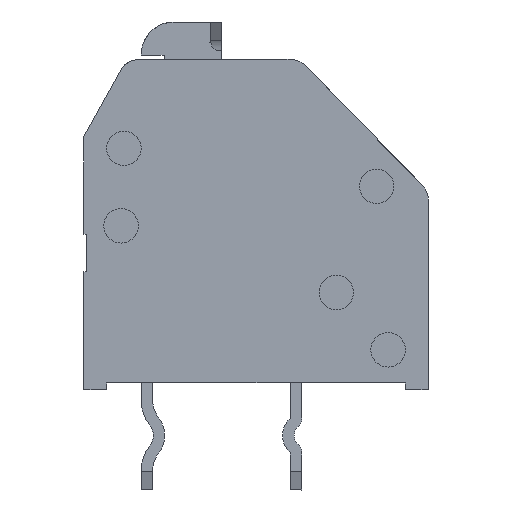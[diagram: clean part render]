
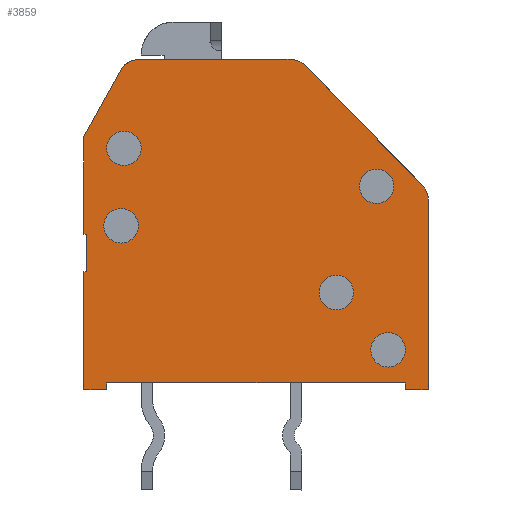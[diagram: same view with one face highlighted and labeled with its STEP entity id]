
A CAD part, left-side view. The second image highlights one B-rep face of the part: STEP entity #3859.
In plain terms, the highlighted face is planar.
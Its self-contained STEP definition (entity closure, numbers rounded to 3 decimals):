
#249=CIRCLE('',#4235,0.6);
#250=CIRCLE('',#4236,0.6);
#251=CIRCLE('',#4237,0.75);
#252=CIRCLE('',#4238,0.75);
#253=CIRCLE('',#4239,0.75);
#254=CIRCLE('',#4240,0.6);
#255=CIRCLE('',#4241,0.6);
#256=CIRCLE('',#4242,0.6);
#1195=ORIENTED_EDGE('',*,*,#1813,.T.);
#1196=ORIENTED_EDGE('',*,*,#1814,.T.);
#1197=ORIENTED_EDGE('',*,*,#1815,.T.);
#1198=ORIENTED_EDGE('',*,*,#1816,.T.);
#1199=ORIENTED_EDGE('',*,*,#1807,.T.);
#1200=ORIENTED_EDGE('',*,*,#1817,.T.);
#1201=ORIENTED_EDGE('',*,*,#1818,.T.);
#1202=ORIENTED_EDGE('',*,*,#1819,.T.);
#1203=ORIENTED_EDGE('',*,*,#1820,.T.);
#1204=ORIENTED_EDGE('',*,*,#1821,.T.);
#1205=ORIENTED_EDGE('',*,*,#1822,.T.);
#1206=ORIENTED_EDGE('',*,*,#1823,.T.);
#1207=ORIENTED_EDGE('',*,*,#1824,.T.);
#1208=ORIENTED_EDGE('',*,*,#1825,.T.);
#1209=ORIENTED_EDGE('',*,*,#1826,.T.);
#1210=ORIENTED_EDGE('',*,*,#1827,.T.);
#1211=ORIENTED_EDGE('',*,*,#1828,.T.);
#1212=ORIENTED_EDGE('',*,*,#1829,.T.);
#1213=ORIENTED_EDGE('',*,*,#1830,.T.);
#1214=ORIENTED_EDGE('',*,*,#1831,.T.);
#1215=ORIENTED_EDGE('',*,*,#1832,.T.);
#1216=ORIENTED_EDGE('',*,*,#1833,.T.);
#1807=EDGE_CURVE('',#2195,#2196,#2583,.T.);
#1813=EDGE_CURVE('',#2199,#2199,#249,.T.);
#1814=EDGE_CURVE('',#2200,#2200,#250,.T.);
#1815=EDGE_CURVE('',#2201,#2202,#2589,.T.);
#1816=EDGE_CURVE('',#2202,#2195,#251,.T.);
#1817=EDGE_CURVE('',#2196,#2203,#252,.T.);
#1818=EDGE_CURVE('',#2203,#2204,#2590,.T.);
#1819=EDGE_CURVE('',#2204,#2205,#2591,.T.);
#1820=EDGE_CURVE('',#2205,#2206,#2592,.T.);
#1821=EDGE_CURVE('',#2206,#2207,#2593,.T.);
#1822=EDGE_CURVE('',#2207,#2208,#2594,.T.);
#1823=EDGE_CURVE('',#2208,#2209,#2595,.T.);
#1824=EDGE_CURVE('',#2209,#2210,#2596,.T.);
#1825=EDGE_CURVE('',#2210,#2211,#2597,.T.);
#1826=EDGE_CURVE('',#2211,#2212,#2598,.T.);
#1827=EDGE_CURVE('',#2212,#2213,#2599,.T.);
#1828=EDGE_CURVE('',#2213,#2214,#2600,.T.);
#1829=EDGE_CURVE('',#2214,#2215,#2601,.T.);
#1830=EDGE_CURVE('',#2215,#2201,#253,.T.);
#1831=EDGE_CURVE('',#2216,#2216,#254,.T.);
#1832=EDGE_CURVE('',#2217,#2217,#255,.T.);
#1833=EDGE_CURVE('',#2218,#2218,#256,.T.);
#2195=VERTEX_POINT('',#6495);
#2196=VERTEX_POINT('',#6496);
#2199=VERTEX_POINT('',#6506);
#2200=VERTEX_POINT('',#6508);
#2201=VERTEX_POINT('',#6510);
#2202=VERTEX_POINT('',#6511);
#2203=VERTEX_POINT('',#6514);
#2204=VERTEX_POINT('',#6516);
#2205=VERTEX_POINT('',#6518);
#2206=VERTEX_POINT('',#6520);
#2207=VERTEX_POINT('',#6522);
#2208=VERTEX_POINT('',#6524);
#2209=VERTEX_POINT('',#6526);
#2210=VERTEX_POINT('',#6528);
#2211=VERTEX_POINT('',#6530);
#2212=VERTEX_POINT('',#6532);
#2213=VERTEX_POINT('',#6534);
#2214=VERTEX_POINT('',#6536);
#2215=VERTEX_POINT('',#6538);
#2216=VERTEX_POINT('',#6541);
#2217=VERTEX_POINT('',#6543);
#2218=VERTEX_POINT('',#6545);
#2583=LINE('',#6494,#2988);
#2589=LINE('',#6509,#2994);
#2590=LINE('',#6515,#2995);
#2591=LINE('',#6517,#2996);
#2592=LINE('',#6519,#2997);
#2593=LINE('',#6521,#2998);
#2594=LINE('',#6523,#2999);
#2595=LINE('',#6525,#3000);
#2596=LINE('',#6527,#3001);
#2597=LINE('',#6529,#3002);
#2598=LINE('',#6531,#3003);
#2599=LINE('',#6533,#3004);
#2600=LINE('',#6535,#3005);
#2601=LINE('',#6537,#3006);
#2988=VECTOR('',#5195,1000.);
#2994=VECTOR('',#5207,1000.);
#2995=VECTOR('',#5212,1000.);
#2996=VECTOR('',#5213,1000.);
#2997=VECTOR('',#5214,1000.);
#2998=VECTOR('',#5215,1000.);
#2999=VECTOR('',#5216,1000.);
#3000=VECTOR('',#5217,1000.);
#3001=VECTOR('',#5218,1000.);
#3002=VECTOR('',#5219,1000.);
#3003=VECTOR('',#5220,1000.);
#3004=VECTOR('',#5221,1000.);
#3005=VECTOR('',#5222,1000.);
#3006=VECTOR('',#5223,1000.);
#3242=EDGE_LOOP('',(#1195));
#3243=EDGE_LOOP('',(#1196));
#3244=EDGE_LOOP('',(#1197,#1198,#1199,#1200,#1201,#1202,#1203,#1204,#1205,
#1206,#1207,#1208,#1209,#1210,#1211,#1212,#1213));
#3245=EDGE_LOOP('',(#1214));
#3246=EDGE_LOOP('',(#1215));
#3247=EDGE_LOOP('',(#1216));
#3490=FACE_BOUND('',#3242,.T.);
#3491=FACE_BOUND('',#3243,.T.);
#3492=FACE_BOUND('',#3244,.T.);
#3493=FACE_BOUND('',#3245,.T.);
#3494=FACE_BOUND('',#3246,.T.);
#3495=FACE_BOUND('',#3247,.T.);
#3658=PLANE('',#4234);
#3859=ADVANCED_FACE('',(#3490,#3491,#3492,#3493,#3494,#3495),#3658,.T.);
#4234=AXIS2_PLACEMENT_3D('',#6504,#5201,#5202);
#4235=AXIS2_PLACEMENT_3D('',#6505,#5203,#5204);
#4236=AXIS2_PLACEMENT_3D('',#6507,#5205,#5206);
#4237=AXIS2_PLACEMENT_3D('',#6512,#5208,#5209);
#4238=AXIS2_PLACEMENT_3D('',#6513,#5210,#5211);
#4239=AXIS2_PLACEMENT_3D('',#6539,#5224,#5225);
#4240=AXIS2_PLACEMENT_3D('',#6540,#5226,#5227);
#4241=AXIS2_PLACEMENT_3D('',#6542,#5228,#5229);
#4242=AXIS2_PLACEMENT_3D('',#6544,#5230,#5231);
#5195=DIRECTION('',(0.,-1.,0.));
#5201=DIRECTION('',(1.,0.,0.));
#5202=DIRECTION('',(0.,0.,-1.));
#5203=DIRECTION('',(-1.,0.,0.));
#5204=DIRECTION('',(0.,1.,0.));
#5205=DIRECTION('',(-1.,0.,0.));
#5206=DIRECTION('',(0.,1.,0.));
#5207=DIRECTION('',(0.,-0.699,0.715));
#5208=DIRECTION('',(1.,0.,0.));
#5209=DIRECTION('',(0.,0.,-1.));
#5210=DIRECTION('',(1.,0.,0.));
#5211=DIRECTION('',(0.,0.,-1.));
#5212=DIRECTION('',(0.,-0.486,-0.874));
#5213=DIRECTION('',(0.,0.,-1.));
#5214=DIRECTION('',(0.,1.,0.));
#5215=DIRECTION('',(0.,0.,-1.));
#5216=DIRECTION('',(0.,-1.,0.));
#5217=DIRECTION('',(0.,0.,-1.));
#5218=DIRECTION('',(0.,1.,0.));
#5219=DIRECTION('',(0.,0.,1.));
#5220=DIRECTION('',(0.,1.,0.));
#5221=DIRECTION('',(0.,0.,-1.));
#5222=DIRECTION('',(0.,1.,0.));
#5223=DIRECTION('',(0.,0.,1.));
#5224=DIRECTION('',(1.,0.,0.));
#5225=DIRECTION('',(0.,0.,-1.));
#5226=DIRECTION('',(-1.,0.,0.));
#5227=DIRECTION('',(0.,1.,0.));
#5228=DIRECTION('',(-1.,0.,0.));
#5229=DIRECTION('',(0.,1.,0.));
#5230=DIRECTION('',(-1.,0.,0.));
#5231=DIRECTION('',(0.,1.,0.));
#6494=CARTESIAN_POINT('',(0.75,1.5,6.75));
#6495=CARTESIAN_POINT('',(0.75,1.185,6.75));
#6496=CARTESIAN_POINT('',(0.75,-4.059,6.75));
#6504=CARTESIAN_POINT('',(0.75,0.,0.));
#6505=CARTESIAN_POINT('',(0.75,4.2,2.33));
#6506=CARTESIAN_POINT('',(0.75,4.8,2.33));
#6507=CARTESIAN_POINT('',(0.75,-4.7,0.95));
#6508=CARTESIAN_POINT('',(0.75,-4.1,0.95));
#6509=CARTESIAN_POINT('',(0.75,6.,2.15));
#6510=CARTESIAN_POINT('',(0.75,5.786,2.369));
#6511=CARTESIAN_POINT('',(0.75,1.721,6.524));
#6512=CARTESIAN_POINT('',(0.75,1.185,6.));
#6513=CARTESIAN_POINT('',(0.75,-4.059,6.));
#6514=CARTESIAN_POINT('',(0.75,-4.714,6.364));
#6515=CARTESIAN_POINT('',(0.75,-4.5,6.75));
#6516=CARTESIAN_POINT('',(0.75,-6.,4.05));
#6517=CARTESIAN_POINT('',(0.75,-6.,4.05));
#6518=CARTESIAN_POINT('',(0.75,-6.,0.65));
#6519=CARTESIAN_POINT('',(0.75,-6.,0.65));
#6520=CARTESIAN_POINT('',(0.75,-5.9,0.65));
#6521=CARTESIAN_POINT('',(0.75,-5.9,0.65));
#6522=CARTESIAN_POINT('',(0.75,-5.9,-0.65));
#6523=CARTESIAN_POINT('',(0.75,-5.9,-0.65));
#6524=CARTESIAN_POINT('',(0.75,-6.,-0.65));
#6525=CARTESIAN_POINT('',(0.75,-6.,-0.65));
#6526=CARTESIAN_POINT('',(0.75,-6.,-4.75));
#6527=CARTESIAN_POINT('',(0.75,-6.,-4.75));
#6528=CARTESIAN_POINT('',(0.75,-5.2,-4.75));
#6529=CARTESIAN_POINT('',(0.75,-5.2,-4.75));
#6530=CARTESIAN_POINT('',(0.75,-5.2,-4.52));
#6531=CARTESIAN_POINT('',(0.75,-5.2,-4.52));
#6532=CARTESIAN_POINT('',(0.75,5.2,-4.52));
#6533=CARTESIAN_POINT('',(0.75,5.2,-4.52));
#6534=CARTESIAN_POINT('',(0.75,5.2,-4.75));
#6535=CARTESIAN_POINT('',(0.75,5.2,-4.75));
#6536=CARTESIAN_POINT('',(0.75,6.,-4.75));
#6537=CARTESIAN_POINT('',(0.75,6.,-4.75));
#6538=CARTESIAN_POINT('',(0.75,6.,1.844));
#6539=CARTESIAN_POINT('',(0.75,5.25,1.844));
#6540=CARTESIAN_POINT('',(0.75,-4.6,3.65));
#6541=CARTESIAN_POINT('',(0.75,-4.,3.65));
#6542=CARTESIAN_POINT('',(0.75,2.8,-1.37));
#6543=CARTESIAN_POINT('',(0.75,3.4,-1.37));
#6544=CARTESIAN_POINT('',(0.75,4.6,-3.37));
#6545=CARTESIAN_POINT('',(0.75,5.2,-3.37));
